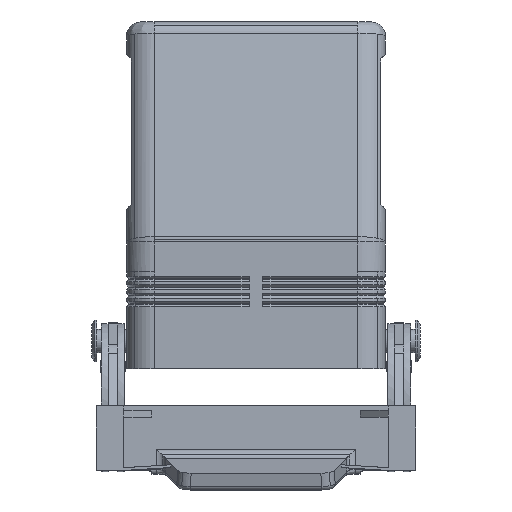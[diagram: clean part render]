
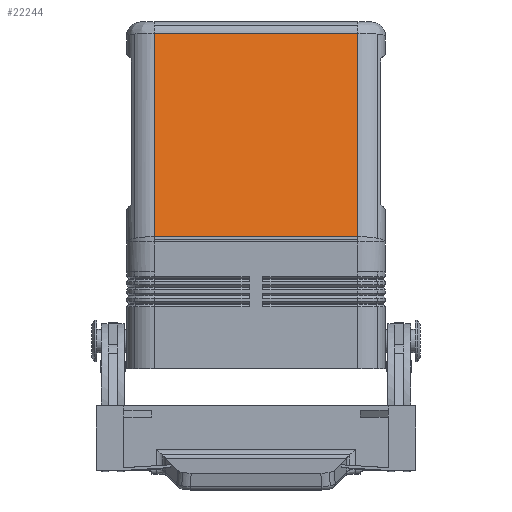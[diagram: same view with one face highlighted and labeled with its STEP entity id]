
A CAD part, left-side view. The second image highlights one B-rep face of the part: STEP entity #22244.
In plain terms, the highlighted planar face has unit normal (-0.982, 0, 0.188).
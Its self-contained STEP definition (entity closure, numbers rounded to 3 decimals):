
#4250=CARTESIAN_POINT('',(-32.466,22.,72.564));
#4251=VERTEX_POINT('',#4250);
#4259=CARTESIAN_POINT('',(-32.466,-22.,72.564));
#4260=VERTEX_POINT('',#4259);
#4261=CARTESIAN_POINT('',(-32.466,22.,72.564));
#4262=DIRECTION('',(0.0,-1.0,0.0));
#4263=VECTOR('',#4262,44.0);
#4264=LINE('',#4261,#4263);
#4265=EDGE_CURVE('',#4251,#4260,#4264,.T.);
#21154=CARTESIAN_POINT('',(-40.893,-22.,28.559));
#21155=VERTEX_POINT('',#21154);
#21189=CARTESIAN_POINT('',(-40.893,22.,28.559));
#21190=VERTEX_POINT('',#21189);
#21191=CARTESIAN_POINT('',(-40.893,-22.,28.559));
#21192=DIRECTION('',(0.0,1.0,0.0));
#21193=VECTOR('',#21192,44.0);
#21194=LINE('',#21191,#21193);
#21195=EDGE_CURVE('',#21155,#21190,#21194,.T.);
#21316=CARTESIAN_POINT('',(-32.466,-22.,72.564));
#21317=DIRECTION('',(-0.188,0.0,-0.982));
#21318=VECTOR('',#21317,44.805);
#21319=LINE('',#21316,#21318);
#21320=EDGE_CURVE('',#4260,#21155,#21319,.T.);
#21710=CARTESIAN_POINT('',(-40.893,22.,28.559));
#21711=DIRECTION('',(0.188,0.0,0.982));
#21712=VECTOR('',#21711,44.805);
#21713=LINE('',#21710,#21712);
#21714=EDGE_CURVE('',#21190,#4251,#21713,.T.);
#22233=CARTESIAN_POINT('',(-32.0,0.0,75.0));
#22234=DIRECTION('',(-0.982,0.0,0.188));
#22235=DIRECTION('',(0.188,0.0,0.982));
#22236=AXIS2_PLACEMENT_3D('',#22233,#22234,#22235);
#22237=PLANE('',#22236);
#22238=ORIENTED_EDGE('',*,*,#21195,.F.);
#22239=ORIENTED_EDGE('',*,*,#21320,.F.);
#22240=ORIENTED_EDGE('',*,*,#4265,.F.);
#22241=ORIENTED_EDGE('',*,*,#21714,.F.);
#22242=EDGE_LOOP('',(#22238,#22239,#22240,#22241));
#22243=FACE_OUTER_BOUND('',#22242,.T.);
#22244=ADVANCED_FACE('',(#22243),#22237,.T.);
